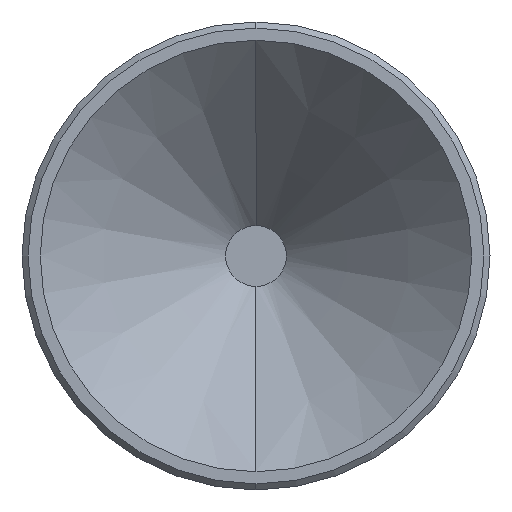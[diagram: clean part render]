
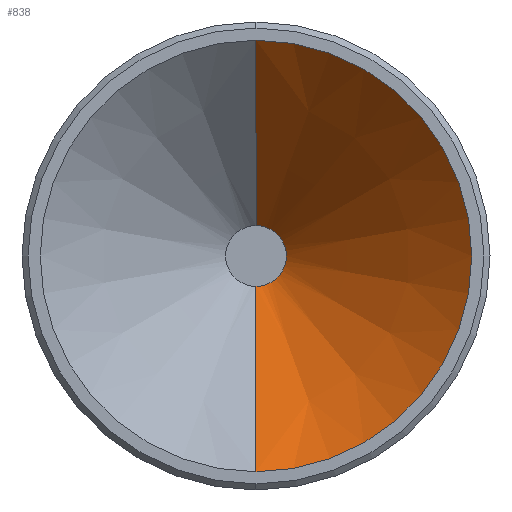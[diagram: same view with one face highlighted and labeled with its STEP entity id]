
A CAD part, left-side view. The second image highlights one B-rep face of the part: STEP entity #838.
In plain terms, the highlighted conical face has half-angle 45 degrees and reference radius 0.127 mm.
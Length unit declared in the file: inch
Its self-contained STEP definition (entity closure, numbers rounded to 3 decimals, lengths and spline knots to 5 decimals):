
#44 = CIRCLE ( 'NONE', #1517, 0.0355 ) ;
#59 = CIRCLE ( 'NONE', #338, 0.005 ) ;
#122 = ORIENTED_EDGE ( 'NONE', *, *, #1337, .F. ) ;
#129 = DIRECTION ( 'NONE',  ( 1., 0., 0. ) ) ;
#149 = CARTESIAN_POINT ( 'NONE',  ( -0.31, 0., -0.0355 ) ) ;
#164 = DIRECTION ( 'NONE',  ( -0.707, 0., 0.707 ) ) ;
#187 = ORIENTED_EDGE ( 'NONE', *, *, #579, .F. ) ;
#207 = CARTESIAN_POINT ( 'NONE',  ( -0.2795, 0., -0.005 ) ) ;
#283 = CARTESIAN_POINT ( 'NONE',  ( -0.2795, 0., 0.005 ) ) ;
#311 = LINE ( 'NONE', #1345, #1506 ) ;
#338 = AXIS2_PLACEMENT_3D ( 'NONE', #1313, #129, #1067 ) ;
#343 = VERTEX_POINT ( 'NONE', #207 ) ;
#348 = CARTESIAN_POINT ( 'NONE',  ( -0.31, 0., 0. ) ) ;
#365 = CARTESIAN_POINT ( 'NONE',  ( -0.31, 0., 0.0355 ) ) ;
#407 = DIRECTION ( 'NONE',  ( -0.707, 0., -0.707 ) ) ;
#426 = EDGE_CURVE ( 'NONE', #1126, #343, #59, .T. ) ;
#579 = EDGE_CURVE ( 'NONE', #1126, #1099, #1202, .T. ) ;
#590 = DIRECTION ( 'NONE',  ( 1., 0., 0. ) ) ;
#610 = ORIENTED_EDGE ( 'NONE', *, *, #677, .T. ) ;
#647 = CARTESIAN_POINT ( 'NONE',  ( -0.2795, 0., 0.005 ) ) ;
#677 = EDGE_CURVE ( 'NONE', #343, #987, #311, .T. ) ;
#722 = FACE_OUTER_BOUND ( 'NONE', #1092, .T. ) ;
#832 = CONICAL_SURFACE ( 'NONE', #1299, 0.005, 0.785 ) ;
#838 = ADVANCED_FACE ( 'NONE', ( #722 ), #832, .F. ) ;
#987 = VERTEX_POINT ( 'NONE', #149 ) ;
#1058 = VECTOR ( 'NONE', #164, 39.37008 ) ;
#1059 = DIRECTION ( 'NONE',  ( 0., 0., -1. ) ) ;
#1067 = DIRECTION ( 'NONE',  ( 0., 0., -1. ) ) ;
#1084 = DIRECTION ( 'NONE',  ( -1., 0., 0. ) ) ;
#1092 = EDGE_LOOP ( 'NONE', ( #1284, #610, #122, #187 ) ) ;
#1099 = VERTEX_POINT ( 'NONE', #365 ) ;
#1126 = VERTEX_POINT ( 'NONE', #647 ) ;
#1202 = LINE ( 'NONE', #283, #1058 ) ;
#1284 = ORIENTED_EDGE ( 'NONE', *, *, #426, .T. ) ;
#1299 = AXIS2_PLACEMENT_3D ( 'NONE', #1424, #1084, #1439 ) ;
#1313 = CARTESIAN_POINT ( 'NONE',  ( -0.2795, 0., 0. ) ) ;
#1337 = EDGE_CURVE ( 'NONE', #1099, #987, #44, .T. ) ;
#1345 = CARTESIAN_POINT ( 'NONE',  ( -0.2795, 0., -0.005 ) ) ;
#1424 = CARTESIAN_POINT ( 'NONE',  ( -0.2795, 0., 0. ) ) ;
#1439 = DIRECTION ( 'NONE',  ( 0., 0., 1. ) ) ;
#1506 = VECTOR ( 'NONE', #407, 39.37008 ) ;
#1517 = AXIS2_PLACEMENT_3D ( 'NONE', #348, #590, #1059 ) ;
